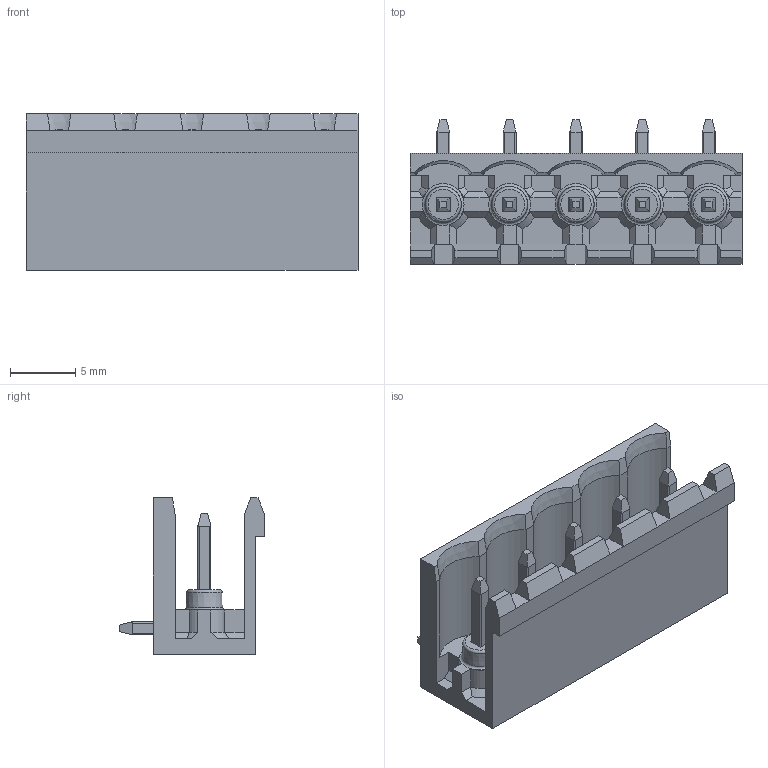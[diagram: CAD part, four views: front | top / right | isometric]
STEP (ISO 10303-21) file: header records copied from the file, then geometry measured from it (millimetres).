
FILE_DESCRIPTION(/* description */ ('Unknown'),/* implementation_level */ '2;1');
FILE_NAME(/* name */ '691701530005B',/* time_stamp */ '2023-12-13T15:11:11+01:00',/* author */ ('Unknown'),/* organization */ ('Unknown'),/* preprocessor_version */ 'ST-DEVELOPER v18.102',/* originating_system */ 'Solid Edge',/* authorisation */ 'Unknown');
FILE_SCHEMA (('AUTOMOTIVE_DESIGN {1 0 10303 214 3 1 1}'));
Length unit declared in the file: millimetre
Products named in the file (3): 6917015300xxB; 691701500005B; 6917015300xxB_PIN
Assembly tree (6 placements, depth 2):
  6917015300xxB
    691701500005B
    6917015300xxB_PIN  x5
Bounding box: 25.4 x 11.1 x 12 mm (x, y, z)
Volume: 957.5 mm3; surface area: 2232.7 mm2
Topology: 6 solids, 6 shells, 466 faces, 1227 edges, 778 vertices
Faces by surface type: plane 326, cylinder 75, cone 30, torus 30, sphere 5
Entity records: 10498 total; most frequent: CARTESIAN_POINT 1962, ORIENTED_EDGE 1776, DIRECTION 1676, EDGE_CURVE 888, LINE 706, VECTOR 706, VERTEX_POINT 571, AXIS2_PLACEMENT_3D 485
